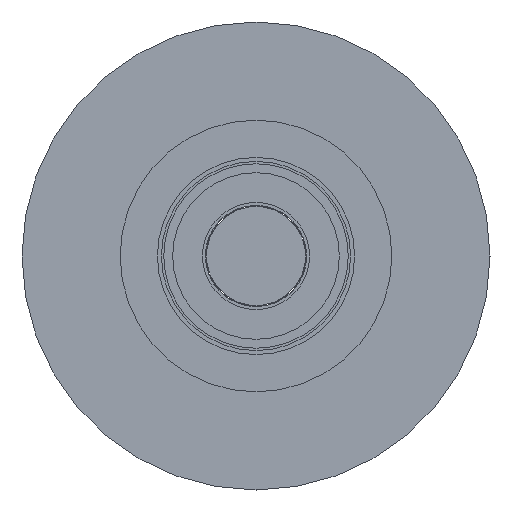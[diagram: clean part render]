
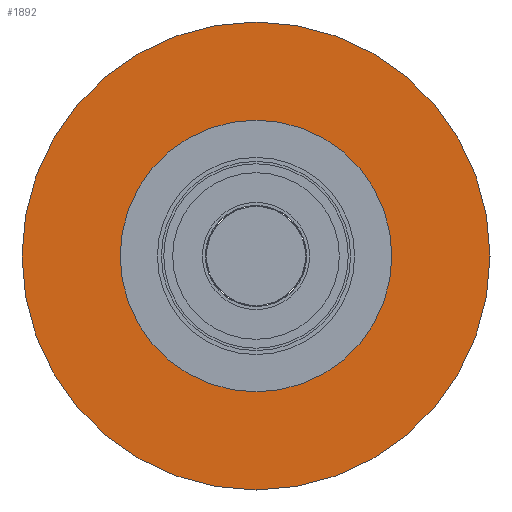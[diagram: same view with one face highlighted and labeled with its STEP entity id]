
A CAD part, front view. The second image highlights one B-rep face of the part: STEP entity #1892.
In plain terms, the highlighted planar face has unit normal (0, -1, 0).
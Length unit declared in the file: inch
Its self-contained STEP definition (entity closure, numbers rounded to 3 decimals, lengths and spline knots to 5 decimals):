
#45 = EDGE_CURVE ( 'NONE', #1514, #686, #1795, .T. ) ;
#116 = EDGE_LOOP ( 'NONE', ( #325, #809 ) ) ;
#136 = CARTESIAN_POINT ( 'NONE',  ( 0., -0.60633, 0.3425 ) ) ;
#157 = EDGE_CURVE ( 'NONE', #686, #1514, #229, .T. ) ;
#162 = DIRECTION ( 'NONE',  ( 0., -1., 0. ) ) ;
#173 = CARTESIAN_POINT ( 'NONE',  ( 0., -0.60633, 0.59 ) ) ;
#185 = EDGE_CURVE ( 'NONE', #1405, #1284, #1012, .T. ) ;
#229 = CIRCLE ( 'NONE', #1119, 0.3425 ) ;
#301 = FACE_OUTER_BOUND ( 'NONE', #541, .T. ) ;
#310 = ORIENTED_EDGE ( 'NONE', *, *, #185, .T. ) ;
#325 = ORIENTED_EDGE ( 'NONE', *, *, #157, .T. ) ;
#328 = AXIS2_PLACEMENT_3D ( 'NONE', #1237, #162, #652 ) ;
#478 = ORIENTED_EDGE ( 'NONE', *, *, #1468, .T. ) ;
#479 = PLANE ( 'NONE',  #328 ) ;
#502 = CARTESIAN_POINT ( 'NONE',  ( 0., -0.60633, 0. ) ) ;
#508 = CARTESIAN_POINT ( 'NONE',  ( 0., -0.60633, 0. ) ) ;
#520 = CARTESIAN_POINT ( 'NONE',  ( 0., -0.60633, 0. ) ) ;
#541 = EDGE_LOOP ( 'NONE', ( #310, #478 ) ) ;
#652 = DIRECTION ( 'NONE',  ( 0., 0., -1. ) ) ;
#676 = DIRECTION ( 'NONE',  ( 0., 0., 1. ) ) ;
#679 = DIRECTION ( 'NONE',  ( 0., 0., 1. ) ) ;
#685 = CARTESIAN_POINT ( 'NONE',  ( 0., -0.60633, 0. ) ) ;
#686 = VERTEX_POINT ( 'NONE', #136 ) ;
#696 = DIRECTION ( 'NONE',  ( 0., 0., 1. ) ) ;
#707 = CARTESIAN_POINT ( 'NONE',  ( 0., -0.60633, -0.3425 ) ) ;
#809 = ORIENTED_EDGE ( 'NONE', *, *, #45, .T. ) ;
#845 = DIRECTION ( 'NONE',  ( 0., 0., 1. ) ) ;
#857 = CIRCLE ( 'NONE', #1025, 0.59 ) ;
#1012 = CIRCLE ( 'NONE', #1411, 0.59 ) ;
#1025 = AXIS2_PLACEMENT_3D ( 'NONE', #502, #1553, #676 ) ;
#1119 = AXIS2_PLACEMENT_3D ( 'NONE', #508, #1557, #679 ) ;
#1219 = FACE_BOUND ( 'NONE', #116, .T. ) ;
#1237 = CARTESIAN_POINT ( 'NONE',  ( 0., -0.60633, 0. ) ) ;
#1284 = VERTEX_POINT ( 'NONE', #1915 ) ;
#1405 = VERTEX_POINT ( 'NONE', #173 ) ;
#1411 = AXIS2_PLACEMENT_3D ( 'NONE', #685, #1700, #845 ) ;
#1468 = EDGE_CURVE ( 'NONE', #1284, #1405, #857, .T. ) ;
#1514 = VERTEX_POINT ( 'NONE', #707 ) ;
#1553 = DIRECTION ( 'NONE',  ( 0., -1., 0. ) ) ;
#1557 = DIRECTION ( 'NONE',  ( 0., 1., 0. ) ) ;
#1572 = DIRECTION ( 'NONE',  ( 0., 1., 0. ) ) ;
#1632 = AXIS2_PLACEMENT_3D ( 'NONE', #520, #1572, #696 ) ;
#1700 = DIRECTION ( 'NONE',  ( 0., -1., 0. ) ) ;
#1795 = CIRCLE ( 'NONE', #1632, 0.3425 ) ;
#1892 = ADVANCED_FACE ( 'NONE', ( #1219, #301 ), #479, .T. ) ;
#1915 = CARTESIAN_POINT ( 'NONE',  ( 0., -0.60633, -0.59 ) ) ;
